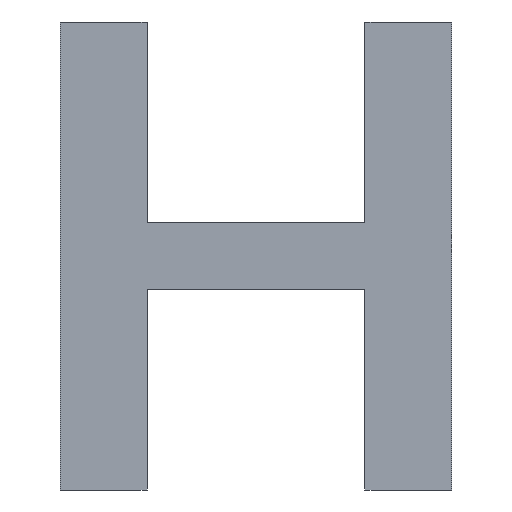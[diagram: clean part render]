
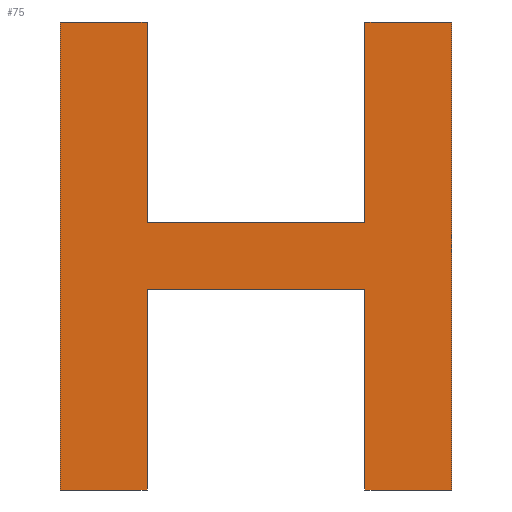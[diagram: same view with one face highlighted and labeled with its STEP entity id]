
A CAD part, front view. The second image highlights one B-rep face of the part: STEP entity #75.
In plain terms, the highlighted planar face has unit normal (0, -1, 0).
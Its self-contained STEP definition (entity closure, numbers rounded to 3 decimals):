
#12=ORIENTED_EDGE('',*,*,#24,.F.);
#13=ORIENTED_EDGE('',*,*,#25,.F.);
#14=ORIENTED_EDGE('',*,*,#26,.F.);
#15=ORIENTED_EDGE('',*,*,#27,.F.);
#16=ORIENTED_EDGE('',*,*,#28,.F.);
#17=ORIENTED_EDGE('',*,*,#29,.F.);
#18=ORIENTED_EDGE('',*,*,#30,.F.);
#19=ORIENTED_EDGE('',*,*,#31,.F.);
#20=ORIENTED_EDGE('',*,*,#32,.F.);
#21=ORIENTED_EDGE('',*,*,#33,.F.);
#22=ORIENTED_EDGE('',*,*,#34,.F.);
#23=ORIENTED_EDGE('',*,*,#35,.F.);
#24=EDGE_CURVE('',#36,#37,#48,.T.);
#25=EDGE_CURVE('',#38,#36,#49,.T.);
#26=EDGE_CURVE('',#39,#38,#50,.T.);
#27=EDGE_CURVE('',#40,#39,#51,.T.);
#28=EDGE_CURVE('',#41,#40,#52,.T.);
#29=EDGE_CURVE('',#42,#41,#53,.T.);
#30=EDGE_CURVE('',#43,#42,#54,.T.);
#31=EDGE_CURVE('',#44,#43,#55,.T.);
#32=EDGE_CURVE('',#45,#44,#56,.T.);
#33=EDGE_CURVE('',#46,#45,#57,.T.);
#34=EDGE_CURVE('',#47,#46,#58,.T.);
#35=EDGE_CURVE('',#37,#47,#59,.T.);
#36=VERTEX_POINT('',#101);
#37=VERTEX_POINT('',#102);
#38=VERTEX_POINT('',#104);
#39=VERTEX_POINT('',#106);
#40=VERTEX_POINT('',#108);
#41=VERTEX_POINT('',#110);
#42=VERTEX_POINT('',#112);
#43=VERTEX_POINT('',#114);
#44=VERTEX_POINT('',#116);
#45=VERTEX_POINT('',#118);
#46=VERTEX_POINT('',#120);
#47=VERTEX_POINT('',#122);
#48=LINE('',#100,#60);
#49=LINE('',#103,#61);
#50=LINE('',#105,#62);
#51=LINE('',#107,#63);
#52=LINE('',#109,#64);
#53=LINE('',#111,#65);
#54=LINE('',#113,#66);
#55=LINE('',#115,#67);
#56=LINE('',#117,#68);
#57=LINE('',#119,#69);
#58=LINE('',#121,#70);
#59=LINE('',#123,#71);
#60=VECTOR('',#86,1000.);
#61=VECTOR('',#87,1000.);
#62=VECTOR('',#88,1000.);
#63=VECTOR('',#89,1000.);
#64=VECTOR('',#90,1000.);
#65=VECTOR('',#91,1000.);
#66=VECTOR('',#92,1000.);
#67=VECTOR('',#93,1000.);
#68=VECTOR('',#94,1000.);
#69=VECTOR('',#95,1000.);
#70=VECTOR('',#96,1000.);
#71=VECTOR('',#97,1000.);
#72=EDGE_LOOP('',(#12,#13,#14,#15,#16,#17,#18,#19,#20,#21,#22,#23));
#73=FACE_BOUND('',#72,.T.);
#74=PLANE('',#81);
#75=ADVANCED_FACE('',(#73),#74,.T.);
#81=AXIS2_PLACEMENT_3D('',#99,#84,#85);
#84=DIRECTION('',(0.,-1.,0.));
#85=DIRECTION('',(1.,0.,0.));
#86=DIRECTION('',(0.,0.,-1.));
#87=DIRECTION('',(1.,0.,0.));
#88=DIRECTION('',(0.,0.,1.));
#89=DIRECTION('',(1.,0.,0.));
#90=DIRECTION('',(0.,0.,-1.));
#91=DIRECTION('',(1.,0.,0.));
#92=DIRECTION('',(0.,0.,1.));
#93=DIRECTION('',(-1.,0.,0.));
#94=DIRECTION('',(0.,0.,-1.));
#95=DIRECTION('',(-1.,0.,0.));
#96=DIRECTION('',(0.,0.,1.));
#97=DIRECTION('',(-1.,0.,0.));
#99=CARTESIAN_POINT('',(1.325,0.,1.4));
#100=CARTESIAN_POINT('',(1.325,0.,1.4));
#101=CARTESIAN_POINT('',(1.325,0.,1.4));
#102=CARTESIAN_POINT('',(1.325,0.,0.));
#103=CARTESIAN_POINT('',(1.066,0.,1.4));
#104=CARTESIAN_POINT('',(1.066,0.,1.4));
#105=CARTESIAN_POINT('',(1.066,0.,0.8));
#106=CARTESIAN_POINT('',(1.066,0.,0.8));
#107=CARTESIAN_POINT('',(0.414,0.,0.8));
#108=CARTESIAN_POINT('',(0.414,0.,0.8));
#109=CARTESIAN_POINT('',(0.414,0.,1.4));
#110=CARTESIAN_POINT('',(0.414,0.,1.4));
#111=CARTESIAN_POINT('',(0.154,0.,1.4));
#112=CARTESIAN_POINT('',(0.154,0.,1.4));
#113=CARTESIAN_POINT('',(0.154,0.,0.));
#114=CARTESIAN_POINT('',(0.154,0.,0.));
#115=CARTESIAN_POINT('',(0.414,0.,0.));
#116=CARTESIAN_POINT('',(0.414,0.,0.));
#117=CARTESIAN_POINT('',(0.414,0.,0.6));
#118=CARTESIAN_POINT('',(0.414,0.,0.6));
#119=CARTESIAN_POINT('',(1.066,0.,0.6));
#120=CARTESIAN_POINT('',(1.066,0.,0.6));
#121=CARTESIAN_POINT('',(1.066,0.,0.));
#122=CARTESIAN_POINT('',(1.066,0.,0.));
#123=CARTESIAN_POINT('',(1.325,0.,0.));
